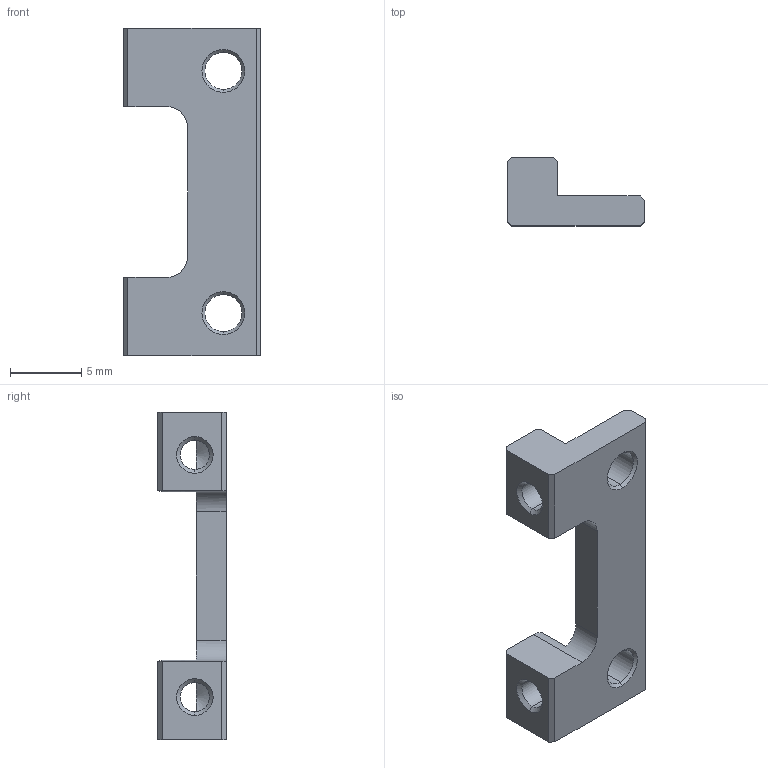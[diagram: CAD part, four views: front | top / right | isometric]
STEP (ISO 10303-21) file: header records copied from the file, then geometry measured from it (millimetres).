
FILE_DESCRIPTION(/* description */ (''),/* implementation_level */ '2;1');
FILE_NAME(/* name */ '3_FR07-X101.step',/* time_stamp */ '2011-05-25T17:15:56-04:00',/* author */ (''),/* organization */ (''),/* preprocessor_version */ 'ST-DEVELOPER v11',/* originating_system */ 'SIEMENS PLM Software NX 7.0',/* authorisation */ '');
FILE_SCHEMA (('AUTOMOTIVE_DESIGN { 1 0 10303 214 1 1 1 1 }'));
Length unit declared in the file: millimetre
Products named in the file (1): 3_FR07-X101
Bounding box: 9.6 x 4.8 x 23 mm (x, y, z)
Volume: 404.6 mm3; surface area: 619.1 mm2
Topology: 1 solids, 1 shells, 42 faces, 118 edges, 76 vertices
Faces by surface type: plane 22, cylinder 10, cone 10
Entity records: 1454 total; most frequent: CARTESIAN_POINT 301, DIRECTION 238, ORIENTED_EDGE 236, EDGE_CURVE 118, LINE 80, VECTOR 80, AXIS2_PLACEMENT_3D 79, VERTEX_POINT 76
